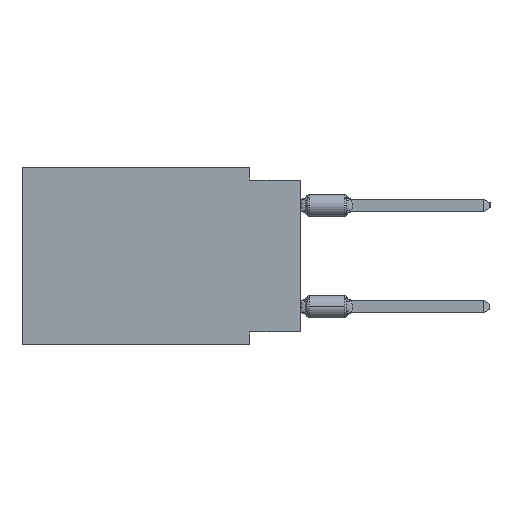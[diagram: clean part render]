
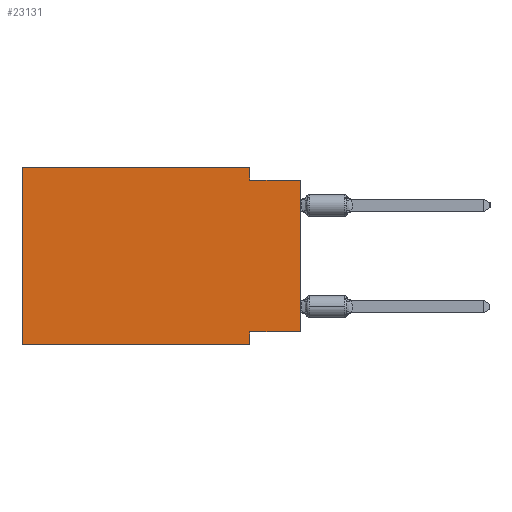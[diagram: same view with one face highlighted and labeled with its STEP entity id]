
A CAD part, left-side view. The second image highlights one B-rep face of the part: STEP entity #23131.
In plain terms, the highlighted planar face has unit normal (-1, 0, 0).
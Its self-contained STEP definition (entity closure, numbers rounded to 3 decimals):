
#116 = ORIENTED_EDGE ( 'NONE', *, *, #2452, .F. ) ;
#214 = VERTEX_POINT ( 'NONE', #16035 ) ;
#622 = LINE ( 'NONE', #11751, #24418 ) ;
#1960 = EDGE_CURVE ( 'NONE', #14979, #26524, #27770, .T. ) ;
#2452 = EDGE_CURVE ( 'NONE', #26345, #214, #3353, .T. ) ;
#2678 = AXIS2_PLACEMENT_3D ( 'NONE', #15644, #10755, #26513 ) ;
#3115 = ORIENTED_EDGE ( 'NONE', *, *, #28425, .F. ) ;
#3353 = LINE ( 'NONE', #12410, #13324 ) ;
#5208 = CARTESIAN_POINT ( 'NONE',  ( 0., 2.54, 0. ) ) ;
#5289 = VERTEX_POINT ( 'NONE', #5447 ) ;
#5447 = CARTESIAN_POINT ( 'NONE',  ( 0., 0., -8.255 ) ) ;
#5795 = ORIENTED_EDGE ( 'NONE', *, *, #1960, .F. ) ;
#5816 = LINE ( 'NONE', #14868, #19226 ) ;
#6755 = CARTESIAN_POINT ( 'NONE',  ( 0., 13.97, -8.89 ) ) ;
#7953 = DIRECTION ( 'NONE',  ( 0., 0., 1. ) ) ;
#9262 = VERTEX_POINT ( 'NONE', #6755 ) ;
#10521 = CARTESIAN_POINT ( 'NONE',  ( 0., 0., -0.635 ) ) ;
#10755 = DIRECTION ( 'NONE',  ( 1., 0., 0. ) ) ;
#10815 = EDGE_CURVE ( 'NONE', #20917, #13943, #622, .T. ) ;
#10820 = ORIENTED_EDGE ( 'NONE', *, *, #19141, .F. ) ;
#11198 = LINE ( 'NONE', #26954, #26135 ) ;
#11451 = CARTESIAN_POINT ( 'NONE',  ( 0., 2.54, -8.255 ) ) ;
#11751 = CARTESIAN_POINT ( 'NONE',  ( 0., 13.97, 0. ) ) ;
#11882 = DIRECTION ( 'NONE',  ( 0., 0., -1. ) ) ;
#12046 = EDGE_CURVE ( 'NONE', #9262, #214, #15167, .T. ) ;
#12321 = ORIENTED_EDGE ( 'NONE', *, *, #15095, .F. ) ;
#12410 = CARTESIAN_POINT ( 'NONE',  ( 0., 2.54, -8.89 ) ) ;
#12412 = ORIENTED_EDGE ( 'NONE', *, *, #24784, .T. ) ;
#13097 = CARTESIAN_POINT ( 'NONE',  ( 0., 2.54, -0.635 ) ) ;
#13109 = VECTOR ( 'NONE', #28709, 1000. ) ;
#13324 = VECTOR ( 'NONE', #17160, 1000. ) ;
#13943 = VERTEX_POINT ( 'NONE', #16448 ) ;
#14338 = LINE ( 'NONE', #19231, #23926 ) ;
#14868 = CARTESIAN_POINT ( 'NONE',  ( 0., 0., 0. ) ) ;
#14979 = VERTEX_POINT ( 'NONE', #13097 ) ;
#15095 = EDGE_CURVE ( 'NONE', #13943, #14979, #18415, .T. ) ;
#15167 = LINE ( 'NONE', #22156, #13109 ) ;
#15644 = CARTESIAN_POINT ( 'NONE',  ( 0., 13.97, 0. ) ) ;
#15740 = VECTOR ( 'NONE', #25531, 1000. ) ;
#16035 = CARTESIAN_POINT ( 'NONE',  ( 0., 2.54, -8.89 ) ) ;
#16210 = VECTOR ( 'NONE', #11882, 1000. ) ;
#16448 = CARTESIAN_POINT ( 'NONE',  ( 0., 2.54, 0. ) ) ;
#16460 = CARTESIAN_POINT ( 'NONE',  ( 0., 0., -0.635 ) ) ;
#17160 = DIRECTION ( 'NONE',  ( 0., 0., -1. ) ) ;
#18415 = LINE ( 'NONE', #5208, #16210 ) ;
#19141 = EDGE_CURVE ( 'NONE', #5289, #26345, #11198, .T. ) ;
#19226 = VECTOR ( 'NONE', #23948, 1000. ) ;
#19231 = CARTESIAN_POINT ( 'NONE',  ( 0., 13.97, 0. ) ) ;
#20119 = DIRECTION ( 'NONE',  ( 0., 1., 0. ) ) ;
#20917 = VERTEX_POINT ( 'NONE', #23482 ) ;
#22156 = CARTESIAN_POINT ( 'NONE',  ( 0., 13.97, -8.89 ) ) ;
#23131 = ADVANCED_FACE ( 'NONE', ( #28753 ), #26664, .F. ) ;
#23482 = CARTESIAN_POINT ( 'NONE',  ( 0., 13.97, 0. ) ) ;
#23602 = ORIENTED_EDGE ( 'NONE', *, *, #10815, .F. ) ;
#23926 = VECTOR ( 'NONE', #7953, 1000. ) ;
#23948 = DIRECTION ( 'NONE',  ( 0., 0., 1. ) ) ;
#24209 = ORIENTED_EDGE ( 'NONE', *, *, #12046, .T. ) ;
#24418 = VECTOR ( 'NONE', #24990, 1000. ) ;
#24784 = EDGE_CURVE ( 'NONE', #5289, #26524, #5816, .T. ) ;
#24990 = DIRECTION ( 'NONE',  ( 0., -1., 0. ) ) ;
#25233 = EDGE_LOOP ( 'NONE', ( #12412, #5795, #12321, #23602, #3115, #24209, #116, #10820 ) ) ;
#25531 = DIRECTION ( 'NONE',  ( 0., -1., 0. ) ) ;
#26135 = VECTOR ( 'NONE', #20119, 1000. ) ;
#26345 = VERTEX_POINT ( 'NONE', #11451 ) ;
#26513 = DIRECTION ( 'NONE',  ( 0., 0., -1. ) ) ;
#26524 = VERTEX_POINT ( 'NONE', #10521 ) ;
#26664 = PLANE ( 'NONE',  #2678 ) ;
#26954 = CARTESIAN_POINT ( 'NONE',  ( 0., 0., -8.255 ) ) ;
#27770 = LINE ( 'NONE', #16460, #15740 ) ;
#28425 = EDGE_CURVE ( 'NONE', #9262, #20917, #14338, .T. ) ;
#28709 = DIRECTION ( 'NONE',  ( 0., -1., 0. ) ) ;
#28753 = FACE_OUTER_BOUND ( 'NONE', #25233, .T. ) ;
